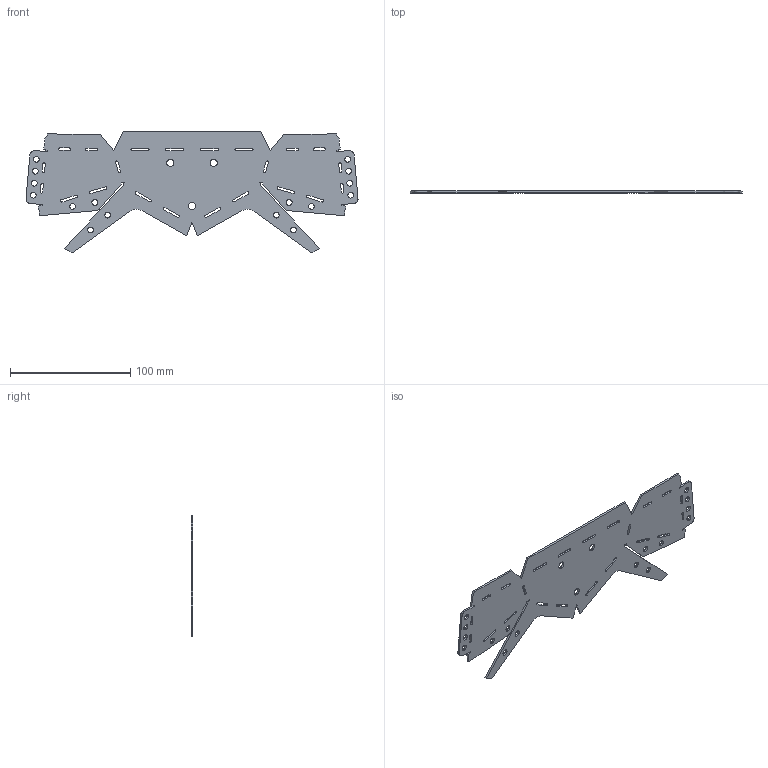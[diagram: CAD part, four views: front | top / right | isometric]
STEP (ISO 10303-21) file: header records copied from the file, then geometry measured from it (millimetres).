
FILE_DESCRIPTION (( 'STEP AP214' ), '1' );
FILE_NAME ('37 - tank mount rear (flat).STEP', '2016-11-26T22:49:02', ( '' ), ( '' ), 'SwSTEP 2.0', 'SolidWorks 2014', '' );
FILE_SCHEMA (( 'AUTOMOTIVE_DESIGN' ));
Length unit declared in the file: millimetre
Products named in the file (1): 37 - tank mount rear (flat)
Bounding box: 276.46 x 1.65 x 101.3 mm (x, y, z)
Volume: 30120.8 mm3; surface area: 39698.8 mm2
Topology: 1 solids, 1 shells, 280 faces, 834 edges, 556 vertices
Faces by surface type: cylinder 145, plane 117, bspline 18
Entity records: 9790 total; most frequent: CARTESIAN_POINT 1959, ORIENTED_EDGE 1668, DIRECTION 1612, EDGE_CURVE 834, VERTEX_POINT 556, AXIS2_PLACEMENT_3D 553, LINE 506, VECTOR 506
